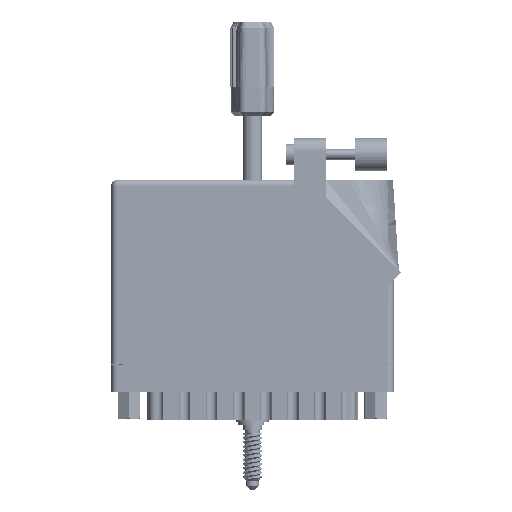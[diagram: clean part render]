
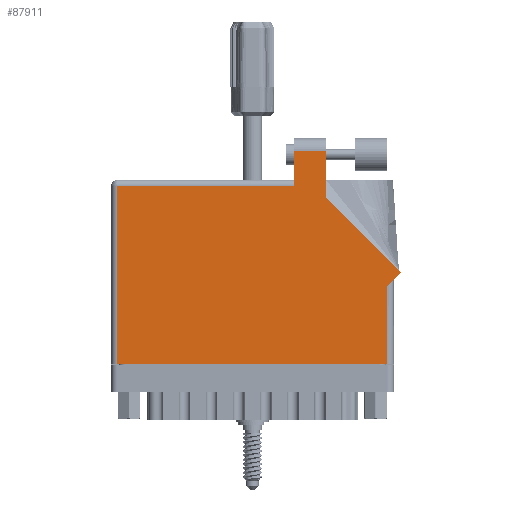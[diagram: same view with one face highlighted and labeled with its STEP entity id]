
A CAD part, front view. The second image highlights one B-rep face of the part: STEP entity #87911.
In plain terms, the highlighted face is planar.
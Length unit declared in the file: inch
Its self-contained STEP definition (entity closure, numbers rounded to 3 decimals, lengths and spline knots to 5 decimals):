
#528 = PLANE ( 'NONE',  #8048 ) ;
#615 = EDGE_CURVE ( 'NONE', #47131, #66347, #38371, .T. ) ;
#2991 = CARTESIAN_POINT ( 'NONE',  ( 2.065, 1.60942, 0. ) ) ;
#3002 = VERTEX_POINT ( 'NONE', #3573 ) ;
#3216 = VECTOR ( 'NONE', #26032, 39.37008 ) ;
#3573 = CARTESIAN_POINT ( 'NONE',  ( 0.062, 1.713, 0. ) ) ;
#5577 = CARTESIAN_POINT ( 'NONE',  ( 0., 1.713, 0. ) ) ;
#8048 = AXIS2_PLACEMENT_3D ( 'NONE', #91442, #54351, #54015 ) ;
#8069 = EDGE_CURVE ( 'NONE', #3002, #74405, #82563, .T. ) ;
#9217 = DIRECTION ( 'NONE',  ( 0.707, 0.707, 0. ) ) ;
#9679 = DIRECTION ( 'NONE',  ( 1., 0., 0. ) ) ;
#9709 = CARTESIAN_POINT ( 'NONE',  ( 2.656, 0., 0. ) ) ;
#11035 = ORIENTED_EDGE ( 'NONE', *, *, #93002, .T. ) ;
#11265 = DIRECTION ( 'NONE',  ( -0.707, 0.707, 0. ) ) ;
#11388 = CARTESIAN_POINT ( 'NONE',  ( 1.758, 2.05, 0. ) ) ;
#12816 = LINE ( 'NONE', #2991, #3216 ) ;
#14222 = VERTEX_POINT ( 'NONE', #29669 ) ;
#14549 = ORIENTED_EDGE ( 'NONE', *, *, #88124, .T. ) ;
#16933 = ORIENTED_EDGE ( 'NONE', *, *, #30764, .T. ) ;
#20978 = ORIENTED_EDGE ( 'NONE', *, *, #615, .T. ) ;
#24943 = CARTESIAN_POINT ( 'NONE',  ( 2.718, 0.815, 0. ) ) ;
#26032 = DIRECTION ( 'NONE',  ( 0., 1., 0. ) ) ;
#29669 = CARTESIAN_POINT ( 'NONE',  ( 2.065, 1.60942, 0. ) ) ;
#29920 = CARTESIAN_POINT ( 'NONE',  ( 2.656, 0.753, 0. ) ) ;
#30764 = EDGE_CURVE ( 'NONE', #58302, #3002, #51602, .T. ) ;
#32572 = FACE_OUTER_BOUND ( 'NONE', #33496, .T. ) ;
#32792 = CARTESIAN_POINT ( 'NONE',  ( 0., 0., 0. ) ) ;
#33496 = EDGE_LOOP ( 'NONE', ( #35561, #39694, #11035, #16933, #73910, #45134, #20978, #77257, #14549 ) ) ;
#34729 = VECTOR ( 'NONE', #63674, 39.37008 ) ;
#35561 = ORIENTED_EDGE ( 'NONE', *, *, #72891, .T. ) ;
#35838 = LINE ( 'NONE', #24943, #74098 ) ;
#37241 = LINE ( 'NONE', #41702, #98174 ) ;
#38371 = LINE ( 'NONE', #57666, #69449 ) ;
#39694 = ORIENTED_EDGE ( 'NONE', *, *, #86940, .T. ) ;
#41702 = CARTESIAN_POINT ( 'NONE',  ( 2.78871, 0.88571, 0. ) ) ;
#42578 = DIRECTION ( 'NONE',  ( 0., 1., 0. ) ) ;
#43161 = DIRECTION ( 'NONE',  ( -1., 0., 0. ) ) ;
#45134 = ORIENTED_EDGE ( 'NONE', *, *, #55599, .T. ) ;
#47131 = VERTEX_POINT ( 'NONE', #9709 ) ;
#48246 = CARTESIAN_POINT ( 'NONE',  ( 2.065, 2.05, 0. ) ) ;
#51602 = LINE ( 'NONE', #5577, #62202 ) ;
#54015 = DIRECTION ( 'NONE',  ( -1., 0., 0. ) ) ;
#54351 = DIRECTION ( 'NONE',  ( 0., 0., -1. ) ) ;
#54917 = LINE ( 'NONE', #32792, #62086 ) ;
#55599 = EDGE_CURVE ( 'NONE', #74405, #47131, #54917, .T. ) ;
#56108 = EDGE_CURVE ( 'NONE', #66347, #56264, #35838, .T. ) ;
#56182 = CARTESIAN_POINT ( 'NONE',  ( 0.062, 0., 0. ) ) ;
#56264 = VERTEX_POINT ( 'NONE', #63732 ) ;
#57666 = CARTESIAN_POINT ( 'NONE',  ( 2.656, 0.815, 0. ) ) ;
#58302 = VERTEX_POINT ( 'NONE', #78882 ) ;
#59114 = DIRECTION ( 'NONE',  ( -1., 0., 0. ) ) ;
#61184 = VERTEX_POINT ( 'NONE', #66677 ) ;
#61536 = DIRECTION ( 'NONE',  ( 0., -1., 0. ) ) ;
#62086 = VECTOR ( 'NONE', #9679, 39.37008 ) ;
#62202 = VECTOR ( 'NONE', #59114, 39.37008 ) ;
#63674 = DIRECTION ( 'NONE',  ( 0., -1., 0. ) ) ;
#63732 = CARTESIAN_POINT ( 'NONE',  ( 2.78871, 0.88571, 0. ) ) ;
#66347 = VERTEX_POINT ( 'NONE', #29920 ) ;
#66677 = CARTESIAN_POINT ( 'NONE',  ( 1.758, 2.05, 0. ) ) ;
#68593 = CARTESIAN_POINT ( 'NONE',  ( 1.758, 1.775, 0. ) ) ;
#69449 = VECTOR ( 'NONE', #42578, 39.37008 ) ;
#71338 = VECTOR ( 'NONE', #61536, 39.37008 ) ;
#72891 = EDGE_CURVE ( 'NONE', #14222, #85178, #12816, .T. ) ;
#73910 = ORIENTED_EDGE ( 'NONE', *, *, #8069, .T. ) ;
#74098 = VECTOR ( 'NONE', #9217, 39.37008 ) ;
#74405 = VERTEX_POINT ( 'NONE', #56182 ) ;
#77257 = ORIENTED_EDGE ( 'NONE', *, *, #56108, .T. ) ;
#78882 = CARTESIAN_POINT ( 'NONE',  ( 1.758, 1.713, 0. ) ) ;
#79675 = CARTESIAN_POINT ( 'NONE',  ( 0.062, 0., 0. ) ) ;
#82563 = LINE ( 'NONE', #79675, #34729 ) ;
#84426 = LINE ( 'NONE', #68593, #71338 ) ;
#85178 = VERTEX_POINT ( 'NONE', #48246 ) ;
#86940 = EDGE_CURVE ( 'NONE', #85178, #61184, #88715, .T. ) ;
#87911 = ADVANCED_FACE ( 'NONE', ( #32572 ), #528, .F. ) ;
#88124 = EDGE_CURVE ( 'NONE', #56264, #14222, #37241, .T. ) ;
#88715 = LINE ( 'NONE', #11388, #91123 ) ;
#91123 = VECTOR ( 'NONE', #43161, 39.37008 ) ;
#91442 = CARTESIAN_POINT ( 'NONE',  ( 0., 1.775, 0. ) ) ;
#93002 = EDGE_CURVE ( 'NONE', #61184, #58302, #84426, .T. ) ;
#98174 = VECTOR ( 'NONE', #11265, 39.37008 ) ;
